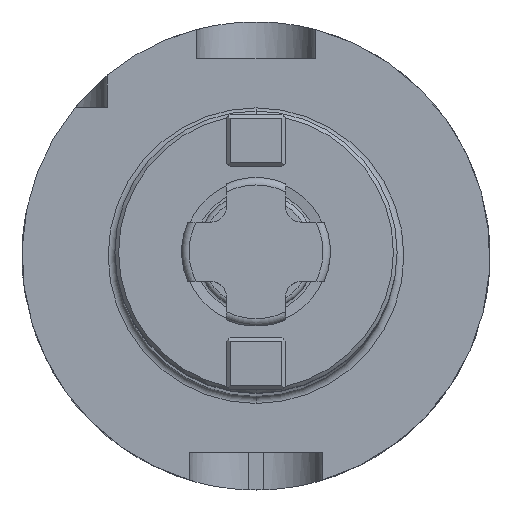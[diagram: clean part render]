
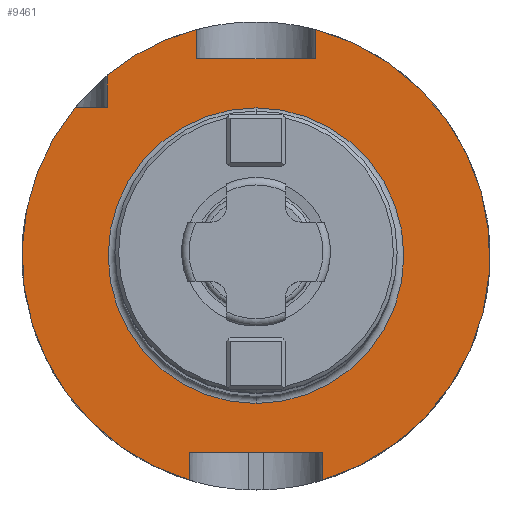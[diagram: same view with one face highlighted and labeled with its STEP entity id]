
A CAD part, top view. The second image highlights one B-rep face of the part: STEP entity #9461.
In plain terms, the highlighted planar face has unit normal (0, 0, 1).
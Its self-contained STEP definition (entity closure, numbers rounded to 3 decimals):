
#1518=DIRECTION('',(1.,0.,0.));
#1519=VECTOR('',#1518,16.);
#1520=CARTESIAN_POINT('',(-8.,26.5,25.95));
#1521=LINE('',#1520,#1519);
#1525=DIRECTION('',(0.,-1.,0.));
#1526=VECTOR('',#1525,3.967);
#1527=CARTESIAN_POINT('',(8.,30.467,25.95));
#1528=LINE('',#1527,#1526);
#1532=DIRECTION('',(0.,1.,0.));
#1533=VECTOR('',#1532,3.687);
#1534=CARTESIAN_POINT('',(9.,-30.187,25.95));
#1535=LINE('',#1534,#1533);
#1539=DIRECTION('',(1.,0.,0.));
#1540=VECTOR('',#1539,18.);
#1541=CARTESIAN_POINT('',(-9.,-26.5,25.95));
#1542=LINE('',#1541,#1540);
#1546=DIRECTION('',(0.,1.,0.));
#1547=VECTOR('',#1546,3.687);
#1548=CARTESIAN_POINT('',(-9.,-30.187,25.95));
#1549=LINE('',#1548,#1547);
#1553=DIRECTION('',(1.,0.,0.));
#1554=VECTOR('',#1553,4.336);
#1555=CARTESIAN_POINT('',(-24.336,20.,25.95));
#1556=LINE('',#1555,#1554);
#1560=DIRECTION('',(0.,-1.,0.));
#1561=VECTOR('',#1560,4.336);
#1562=CARTESIAN_POINT('',(-20.,24.336,25.95));
#1563=LINE('',#1562,#1561);
#1567=DIRECTION('',(0.,-1.,0.));
#1568=VECTOR('',#1567,3.967);
#1569=CARTESIAN_POINT('',(-8.,30.467,25.95));
#1570=LINE('',#1569,#1568);
#1574=CARTESIAN_POINT('',(0.,0.,25.95));
#1575=DIRECTION('',(0.,0.,1.));
#1576=DIRECTION('',(0.,1.,0.));
#1577=AXIS2_PLACEMENT_3D('',#1574,#1575,#1576);
#1582=CARTESIAN_POINT('',(0.,0.,25.95));
#1583=DIRECTION('',(0.,0.,1.));
#1584=DIRECTION('',(0.,-1.,0.));
#1585=AXIS2_PLACEMENT_3D('',#1582,#1583,#1584);
#2317=CARTESIAN_POINT('',(0.,0.,25.95));
#2318=DIRECTION('',(0.,0.,1.));
#2319=DIRECTION('',(-0.773,0.635,0.));
#2320=AXIS2_PLACEMENT_3D('',#2317,#2318,#2319);
#2325=CARTESIAN_POINT('',(0.,0.,25.95));
#2326=DIRECTION('',(0.,0.,1.));
#2327=DIRECTION('',(0.286,-0.958,0.));
#2328=AXIS2_PLACEMENT_3D('',#2325,#2326,#2327);
#2333=CARTESIAN_POINT('',(0.,0.,25.95));
#2334=DIRECTION('',(0.,0.,1.));
#2335=DIRECTION('',(-0.254,0.967,0.));
#2336=AXIS2_PLACEMENT_3D('',#2333,#2334,#2335);
#7820=CARTESIAN_POINT('',(-20.,20.,25.95));
#7822=VERTEX_POINT('',#7820);
#7836=CARTESIAN_POINT('',(9.,-26.5,25.95));
#7838=VERTEX_POINT('',#7836);
#7854=CARTESIAN_POINT('',(8.,26.5,25.95));
#7856=VERTEX_POINT('',#7854);
#7929=CARTESIAN_POINT('',(-24.336,20.,25.95));
#7930=VERTEX_POINT('',#7929);
#7931=CARTESIAN_POINT('',(-20.,24.336,25.95));
#7932=VERTEX_POINT('',#7931);
#7949=CARTESIAN_POINT('',(-9.,-26.5,25.95));
#7950=VERTEX_POINT('',#7949);
#7951=CARTESIAN_POINT('',(9.,-30.187,25.95));
#7952=VERTEX_POINT('',#7951);
#7953=CARTESIAN_POINT('',(-9.,-30.187,25.95));
#7954=VERTEX_POINT('',#7953);
#7984=CARTESIAN_POINT('',(-8.,26.5,25.95));
#7985=VERTEX_POINT('',#7984);
#7986=CARTESIAN_POINT('',(8.,30.467,25.95));
#7987=VERTEX_POINT('',#7986);
#7988=CARTESIAN_POINT('',(-8.,30.467,25.95));
#7989=VERTEX_POINT('',#7988);
#8017=CARTESIAN_POINT('',(0.,19.9,25.95));
#8018=CARTESIAN_POINT('',(0.,-19.9,25.95));
#8019=VERTEX_POINT('',#8017);
#8020=VERTEX_POINT('',#8018);
#9427=CARTESIAN_POINT('',(0.,0.,25.95));
#9428=DIRECTION('',(0.,0.,1.));
#9429=DIRECTION('',(0.,1.,0.));
#9430=AXIS2_PLACEMENT_3D('',#9427,#9428,#9429);
#9431=PLANE('',#9430);
#9433=ORIENTED_EDGE('',*,*,#9432,.T.);
#9435=ORIENTED_EDGE('',*,*,#9434,.F.);
#9437=ORIENTED_EDGE('',*,*,#9436,.F.);
#9439=ORIENTED_EDGE('',*,*,#9438,.T.);
#9441=ORIENTED_EDGE('',*,*,#9440,.F.);
#9443=ORIENTED_EDGE('',*,*,#9442,.F.);
#9445=ORIENTED_EDGE('',*,*,#9444,.F.);
#9447=ORIENTED_EDGE('',*,*,#9446,.T.);
#9449=ORIENTED_EDGE('',*,*,#9448,.F.);
#9451=ORIENTED_EDGE('',*,*,#9450,.F.);
#9453=ORIENTED_EDGE('',*,*,#9452,.T.);
#9454=EDGE_LOOP('',(#9433,#9435,#9437,#9439,#9441,#9443,#9445,#9447,#9449,#9451,
#9453));
#9455=FACE_OUTER_BOUND('',#9454,.F.);
#9457=ORIENTED_EDGE('',*,*,#9456,.T.);
#9458=ORIENTED_EDGE('',*,*,#9417,.T.);
#9459=EDGE_LOOP('',(#9457,#9458));
#9460=FACE_BOUND('',#9459,.F.);
#1578=CIRCLE('',#1577,19.9);
#1586=CIRCLE('',#1585,19.9);
#2321=CIRCLE('',#2320,31.5);
#2329=CIRCLE('',#2328,31.5);
#2337=CIRCLE('',#2336,31.5);
#9417=EDGE_CURVE('',#8020,#8019,#1586,.T.);
#9432=EDGE_CURVE('',#7985,#7856,#1521,.T.);
#9434=EDGE_CURVE('',#7987,#7856,#1528,.T.);
#9436=EDGE_CURVE('',#7952,#7987,#2329,.T.);
#9438=EDGE_CURVE('',#7952,#7838,#1535,.T.);
#9440=EDGE_CURVE('',#7950,#7838,#1542,.T.);
#9442=EDGE_CURVE('',#7954,#7950,#1549,.T.);
#9444=EDGE_CURVE('',#7930,#7954,#2321,.T.);
#9446=EDGE_CURVE('',#7930,#7822,#1556,.T.);
#9448=EDGE_CURVE('',#7932,#7822,#1563,.T.);
#9450=EDGE_CURVE('',#7989,#7932,#2337,.T.);
#9452=EDGE_CURVE('',#7989,#7985,#1570,.T.);
#9456=EDGE_CURVE('',#8019,#8020,#1578,.T.);
#9461=ADVANCED_FACE('',(#9455,#9460),#9431,.T.);
